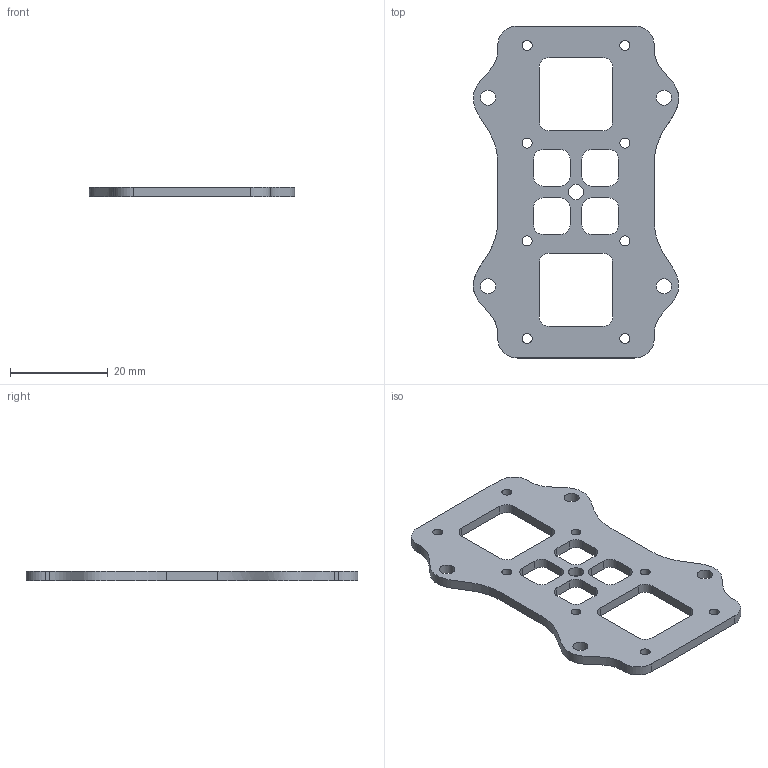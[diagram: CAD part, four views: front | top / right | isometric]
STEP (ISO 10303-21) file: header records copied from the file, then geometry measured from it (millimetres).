
FILE_DESCRIPTION(/* description */ (''),/* implementation_level */ '2;1');
FILE_NAME(/* name */ '零部件444.step',/* time_stamp */ '2021-10-28T23:30:09+08:00',/* author */ (''),/* organization */ (''),/* preprocessor_version */ 'ST-DEVELOPER v18.1',/* originating_system */ 'Autodesk Translation Framework v10.10.0.1391',/* authorisation */ '');
FILE_SCHEMA (('AUTOMOTIVE_DESIGN { 1 0 10303 214 3 1 1 }'));
Length unit declared in the file: millimetre
Products named in the file (1): Fusion 零部件
Bounding box: 42.01 x 67.92 x 2 mm (x, y, z)
Volume: 3309 mm3; surface area: 4355.5 mm2
Topology: 1 solids, 1 shells, 79 faces, 231 edges, 154 vertices
Faces by surface type: cylinder 41, plane 34, bspline 4
Full cylindrical faces by diameter (mm): 2.05 x8, 3.1 x5
Entity records: 2944 total; most frequent: CARTESIAN_POINT 693, ORIENTED_EDGE 462, DIRECTION 457, EDGE_CURVE 231, AXIS2_PLACEMENT_3D 158, VERTEX_POINT 154, LINE 141, VECTOR 141
